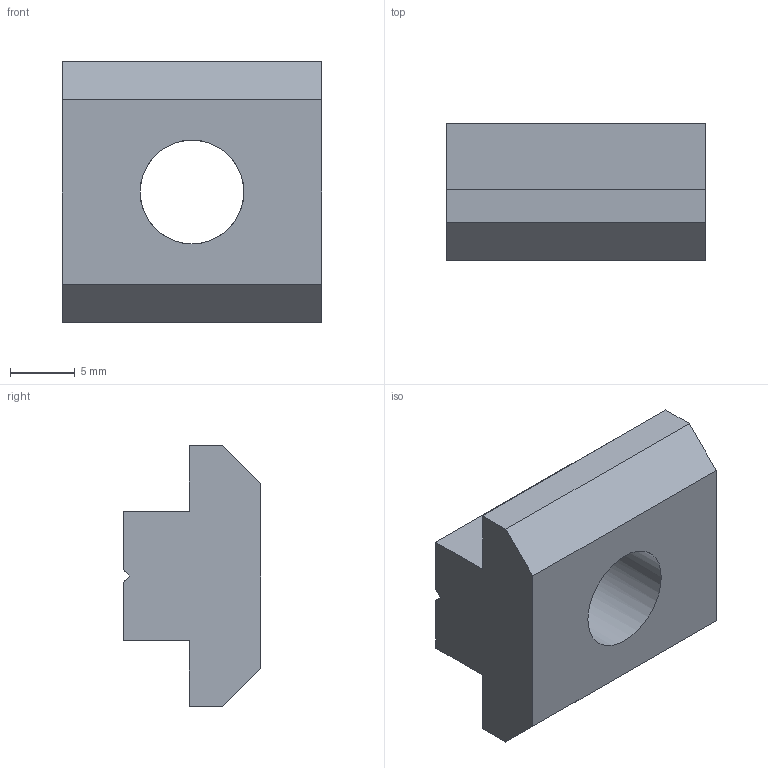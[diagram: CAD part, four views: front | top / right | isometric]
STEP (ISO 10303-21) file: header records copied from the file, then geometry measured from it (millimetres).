
FILE_DESCRIPTION(/* description */ ('SLIDING BLOCK'),/* implementation_level */ '2;1');
FILE_NAME(/* name */ '3842547811.stp',/* time_stamp */ '2026-03-17T09:37:24+01:00',/* author */ ('andreas.svensson'),/* organization */ (''),/* preprocessor_version */ 'ST-DEVELOPER v20.1',/* originating_system */ 'Autodesk Inventor 2026',/* authorisation */ '');
FILE_SCHEMA (('AUTOMOTIVE_DESIGN { 1 0 10303 214 3 1 1 }'));
Length unit declared in the file: millimetre
Products named in the file (1): 3842547811
Bounding box: 20 x 10.6 x 20.1 mm (x, y, z)
Volume: 2521 mm3; surface area: 1634.5 mm2
Topology: 1 solids, 1 shells, 18 faces, 51 edges, 34 vertices
Faces by surface type: plane 17, cylinder 1
Full cylindrical faces by diameter (mm): 8 x1
Entity records: 639 total; most frequent: CARTESIAN_POINT 104, ORIENTED_EDGE 102, DIRECTION 97, EDGE_CURVE 51, LINE 43, VECTOR 43, VERTEX_POINT 34, AXIS2_PLACEMENT_3D 27
